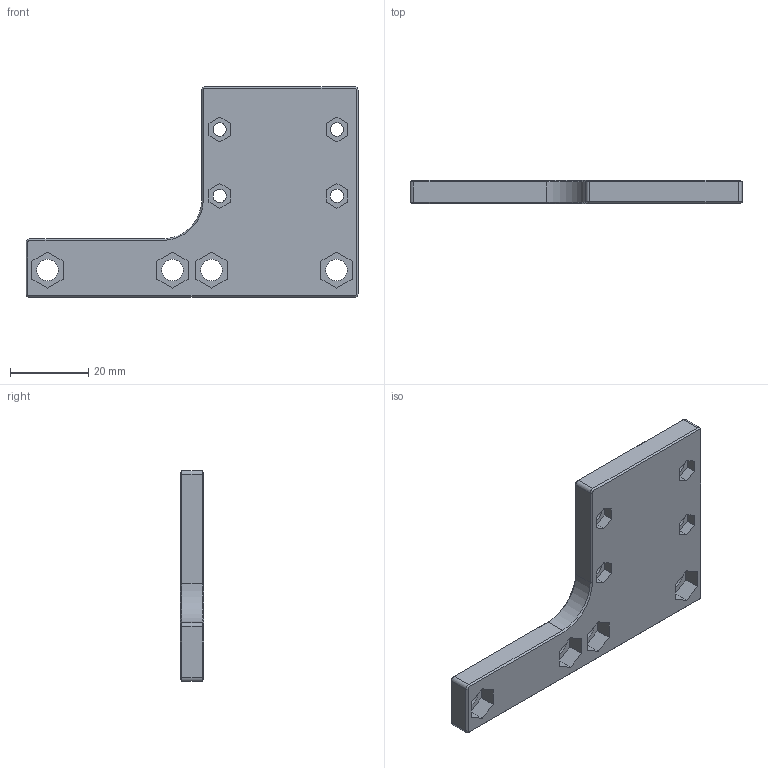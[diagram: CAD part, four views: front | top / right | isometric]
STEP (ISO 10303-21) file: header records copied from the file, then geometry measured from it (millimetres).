
FILE_DESCRIPTION (( 'STEP AP203' ), '1' );
FILE_NAME ('stand1_Default_sldprt.STEP', '2023-11-21T15:09:13', ( '' ), ( '' ), 'SwSTEP 2.0', 'SolidWorks 2020', '' );
FILE_SCHEMA (( 'CONFIG_CONTROL_DESIGN' ));
Length unit declared in the file: millimetre
Products named in the file (1): stand1_Default_sldprt
Bounding box: 85 x 6 x 54 mm (x, y, z)
Volume: 15590.9 mm3; surface area: 7883.2 mm2
Topology: 1 solids, 1 shells, 110 faces, 276 edges, 176 vertices
Faces by surface type: plane 76, cylinder 22, cone 12
Entity records: 3353 total; most frequent: CARTESIAN_POINT 563, DIRECTION 554, ORIENTED_EDGE 552, EDGE_CURVE 276, LINE 220, VECTOR 220, VERTEX_POINT 176, AXIS2_PLACEMENT_3D 167
